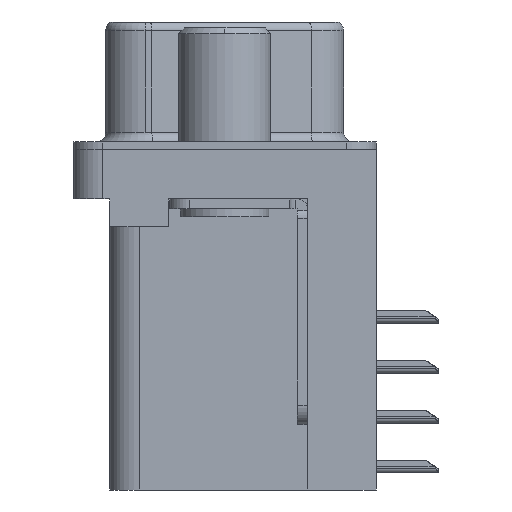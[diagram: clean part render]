
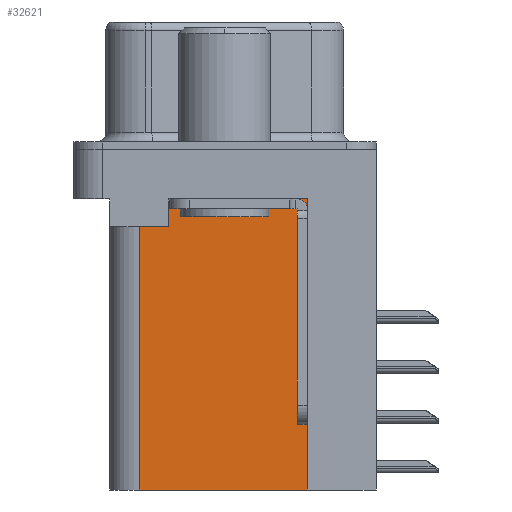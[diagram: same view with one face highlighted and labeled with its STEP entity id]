
A CAD part, left-side view. The second image highlights one B-rep face of the part: STEP entity #32621.
In plain terms, the highlighted planar face has unit normal (-1, 0, 0).
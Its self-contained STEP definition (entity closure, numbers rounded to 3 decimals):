
#735 = EDGE_CURVE ( 'NONE', #27596, #30224, #25641, .T. ) ;
#1675 = FACE_OUTER_BOUND ( 'NONE', #9773, .T. ) ;
#2025 = DIRECTION ( 'NONE',  ( 0., 0., 1. ) ) ;
#3274 = CARTESIAN_POINT ( 'NONE',  ( 3.75, -4.2, -2.5 ) ) ;
#3292 = AXIS2_PLACEMENT_3D ( 'NONE', #15797, #18966, #41262 ) ;
#4585 = ORIENTED_EDGE ( 'NONE', *, *, #9519, .F. ) ;
#5758 = CARTESIAN_POINT ( 'NONE',  ( 3.75, -4.2, -2.5 ) ) ;
#6466 = DIRECTION ( 'NONE',  ( 0., 1., 0. ) ) ;
#8945 = VECTOR ( 'NONE', #2025, 1000. ) ;
#9519 = EDGE_CURVE ( 'NONE', #38020, #33234, #16454, .T. ) ;
#9773 = EDGE_LOOP ( 'NONE', ( #31373, #35692, #17122, #4585, #36479, #15626 ) ) ;
#10389 = CARTESIAN_POINT ( 'NONE',  ( 3.75, 4.35, -17.3 ) ) ;
#10932 = DIRECTION ( 'NONE',  ( 0., 1., 0. ) ) ;
#12439 = EDGE_CURVE ( 'NONE', #15714, #27396, #37020, .T. ) ;
#13106 = VECTOR ( 'NONE', #24448, 1000. ) ;
#13793 = CARTESIAN_POINT ( 'NONE',  ( 3.75, -4.2, -17.3 ) ) ;
#15626 = ORIENTED_EDGE ( 'NONE', *, *, #12439, .T. ) ;
#15714 = VERTEX_POINT ( 'NONE', #17452 ) ;
#15797 = CARTESIAN_POINT ( 'NONE',  ( 3.75, -4.2, -17.3 ) ) ;
#16454 = LINE ( 'NONE', #40315, #8945 ) ;
#17122 = ORIENTED_EDGE ( 'NONE', *, *, #26215, .T. ) ;
#17245 = CARTESIAN_POINT ( 'NONE',  ( 3.75, -4.2, -17.3 ) ) ;
#17452 = CARTESIAN_POINT ( 'NONE',  ( 3.75, -4.2, -17.3 ) ) ;
#17990 = CARTESIAN_POINT ( 'NONE',  ( 3.75, 0., -3.9 ) ) ;
#18966 = DIRECTION ( 'NONE',  ( 1., 0., 0. ) ) ;
#19354 = VECTOR ( 'NONE', #10932, 1000. ) ;
#21578 = LINE ( 'NONE', #17990, #13106 ) ;
#23632 = VECTOR ( 'NONE', #39406, 1000. ) ;
#24448 = DIRECTION ( 'NONE',  ( 0., 1., 0. ) ) ;
#25323 = PLANE ( 'NONE',  #3292 ) ;
#25641 = LINE ( 'NONE', #34215, #23632 ) ;
#26215 = EDGE_CURVE ( 'NONE', #30224, #33234, #21578, .T. ) ;
#27396 = VERTEX_POINT ( 'NONE', #5758 ) ;
#27482 = VECTOR ( 'NONE', #6466, 1000. ) ;
#27596 = VERTEX_POINT ( 'NONE', #35145 ) ;
#27849 = LINE ( 'NONE', #17245, #19354 ) ;
#28441 = LINE ( 'NONE', #3274, #27482 ) ;
#28495 = VECTOR ( 'NONE', #32790, 1000. ) ;
#29599 = EDGE_CURVE ( 'NONE', #15714, #38020, #27849, .T. ) ;
#30224 = VERTEX_POINT ( 'NONE', #33574 ) ;
#31373 = ORIENTED_EDGE ( 'NONE', *, *, #37860, .T. ) ;
#32621 = ADVANCED_FACE ( 'NONE', ( #1675 ), #25323, .F. ) ;
#32790 = DIRECTION ( 'NONE',  ( 0., 0., 1. ) ) ;
#33234 = VERTEX_POINT ( 'NONE', #35043 ) ;
#33574 = CARTESIAN_POINT ( 'NONE',  ( 3.75, 2.85, -3.9 ) ) ;
#34215 = CARTESIAN_POINT ( 'NONE',  ( 3.75, 2.85, -3.9 ) ) ;
#35043 = CARTESIAN_POINT ( 'NONE',  ( 3.75, 4.35, -3.9 ) ) ;
#35145 = CARTESIAN_POINT ( 'NONE',  ( 3.75, 2.85, -2.5 ) ) ;
#35692 = ORIENTED_EDGE ( 'NONE', *, *, #735, .T. ) ;
#36479 = ORIENTED_EDGE ( 'NONE', *, *, #29599, .F. ) ;
#37020 = LINE ( 'NONE', #13793, #28495 ) ;
#37860 = EDGE_CURVE ( 'NONE', #27396, #27596, #28441, .T. ) ;
#38020 = VERTEX_POINT ( 'NONE', #10389 ) ;
#39406 = DIRECTION ( 'NONE',  ( 0., 0., -1. ) ) ;
#40315 = CARTESIAN_POINT ( 'NONE',  ( 3.75, 4.35, -17.3 ) ) ;
#41262 = DIRECTION ( 'NONE',  ( 0., 1., 0. ) ) ;
